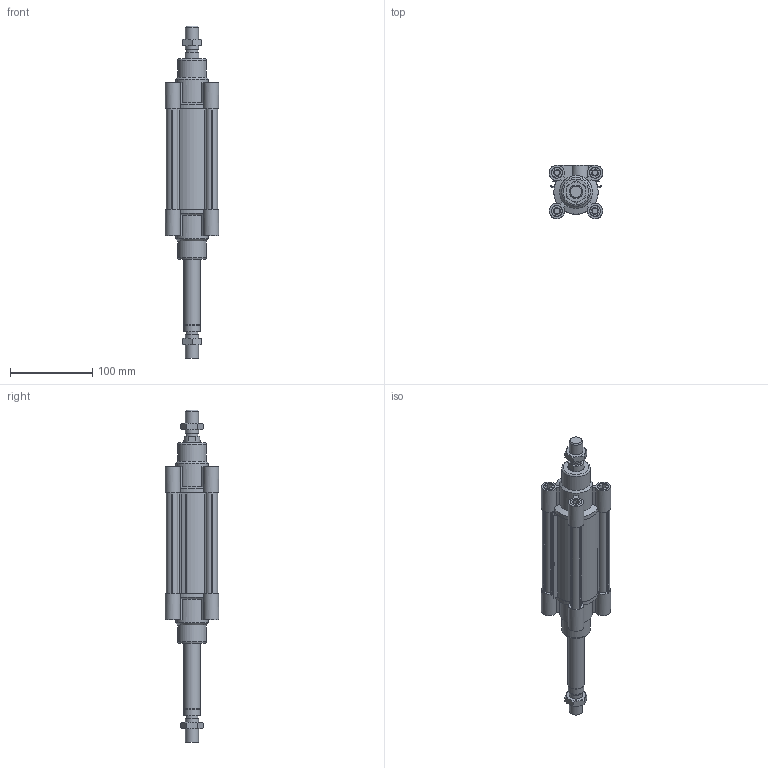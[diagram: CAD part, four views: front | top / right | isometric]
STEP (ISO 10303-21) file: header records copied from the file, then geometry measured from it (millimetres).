
FILE_DESCRIPTION((''),'2;1');
FILE_NAME('139#_50_0080_02.iam.stp','2012-01-28T09:39:56',(''),(''),'Autodesk Inventor 2012','Autodesk Inventor 2012','');
FILE_SCHEMA(('AUTOMOTIVE_DESIGN { 1 0 10303 214 1 1 1 1 }'));
Length unit declared in the file: millimetre
Products named in the file (5): 139#_50_0080_02; CPL050_004-80; CPL050-001-01; CPL_50SP_0080; 1320_50_18F
Assembly tree (6 placements, depth 2):
  139#_50_0080_02
    CPL050_004-80
    CPL050-001-01  x2
    CPL_50SP_0080
    1320_50_18F  x2
Bounding box: 65 x 65 x 404 mm (x, y, z)
Volume: 482175.6 mm3; surface area: 167041.9 mm2
Topology: 6 solids, 6 shells, 349 faces, 854 edges, 560 vertices
Faces by surface type: plane 211, cylinder 96, cone 40, torus 2
Full cylindrical faces by diameter (mm): 6.75 x8, 7.4 x4, 10 x2, 11.6 x2, 13 x8, 13.5 x8, 14.5 x4, 16 x2, 19.5 x2, 20 x4, 35 x2, 40 x2, 50 x4
Entity records: 7062 total; most frequent: CARTESIAN_POINT 1278, DIRECTION 1158, ORIENTED_EDGE 1078, EDGE_CURVE 539, AXIS2_PLACEMENT_3D 412, VERTEX_POINT 378, VECTOR 334, LINE 334
